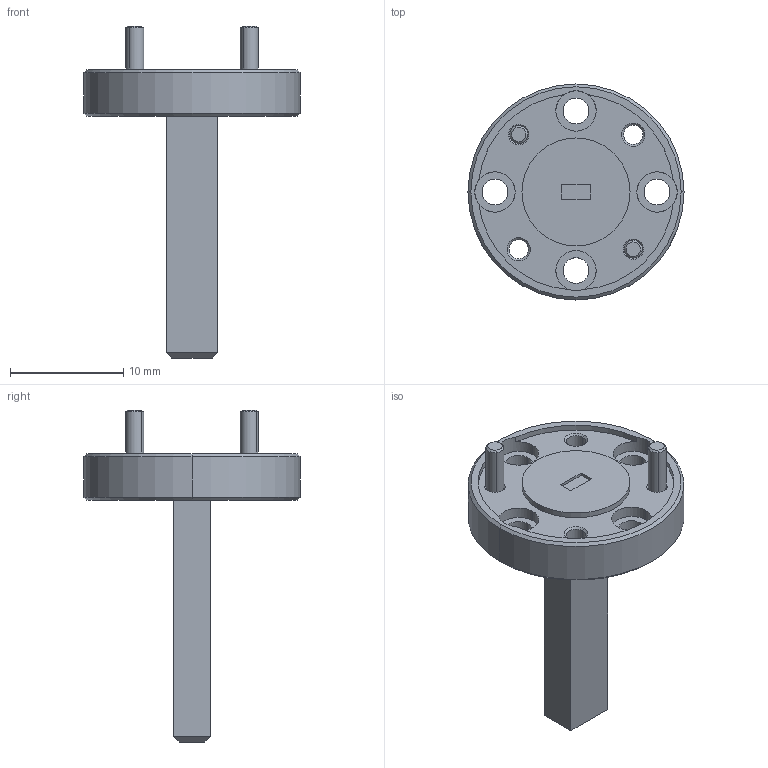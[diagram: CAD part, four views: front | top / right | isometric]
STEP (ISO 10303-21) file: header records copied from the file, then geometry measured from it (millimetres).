
FILE_DESCRIPTION (( 'STEP AP203' ), '1' );
FILE_NAME ('AP-RW-A.STEP', '2022-03-08T19:21:39', ( '' ), ( '' ), 'SwSTEP 2.0', 'SolidWorks 2021', '' );
FILE_SCHEMA (( 'CONFIG_CONTROL_DESIGN' ));
Length unit declared in the file: inch
Products named in the file (1): AP-RW-A
Bounding box: 19.05 x 19.05 x 29.27 mm (x, y, z)
Volume: 1310.5 mm3; surface area: 1396.3 mm2
Topology: 3 solids, 3 shells, 82 faces, 192 edges, 120 vertices
Faces by surface type: cylinder 36, plane 26, cone 20
Entity records: 2471 total; most frequent: DIRECTION 458, CARTESIAN_POINT 395, ORIENTED_EDGE 384, EDGE_CURVE 192, AXIS2_PLACEMENT_3D 183, VERTEX_POINT 120, EDGE_LOOP 102, CIRCLE 100
